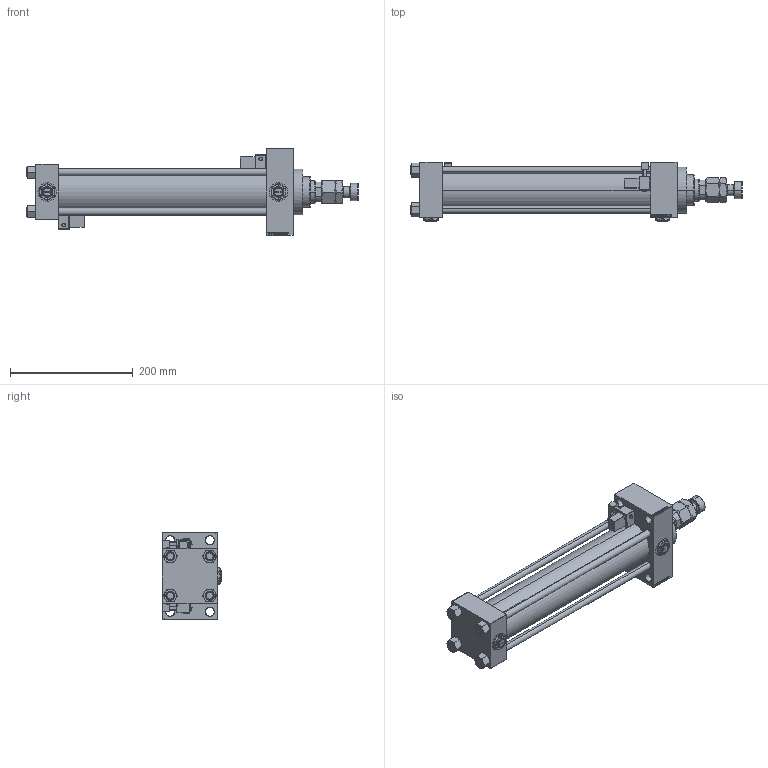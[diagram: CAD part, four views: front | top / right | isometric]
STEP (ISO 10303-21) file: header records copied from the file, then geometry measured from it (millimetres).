
FILE_DESCRIPTION (( 'STEP AP203' ), '1' );
FILE_NAME ('f74c.STEP', '2025-02-19T16:44:00', ( '' ), ( '' ), 'SwSTEP 2.0', 'SolidWorks 2019', '' );
FILE_SCHEMA (( 'CONFIG_CONTROL_DESIGN' ));
Length unit declared in the file: millimetre
Products named in the file (9): V215CR_D_Body fa3cda46800f7c36ad3a5076bd153871; f74c; V215CR_VCP_D fa3cda46800f7c36ad3a5076bd153871; Zatka_pro_OIL_PORT fa3cda46800f7c36ad3a5076bd153871; V215CR_MSU fa3cda46800f7c36ad3a5076bd153871; V215CR_D_TYCINKA fa3cda46800f7c36ad3a5076bd153871; NUT_M5_D fa3cda46800f7c36ad3a5076bd153871; MFA fa3cda46800f7c36ad3a5076bd153871; V215_VC_A fa3cda46800f7c36ad3a5076bd153871
Assembly tree (16 placements, depth 2):
  f74c
    V215CR_D_Body fa3cda46800f7c36ad3a5076bd153871
    V215CR_VCP_D fa3cda46800f7c36ad3a5076bd153871
    NUT_M5_D fa3cda46800f7c36ad3a5076bd153871  x4
    V215CR_D_TYCINKA fa3cda46800f7c36ad3a5076bd153871  x4
    V215_VC_A fa3cda46800f7c36ad3a5076bd153871
    MFA fa3cda46800f7c36ad3a5076bd153871
    V215CR_MSU fa3cda46800f7c36ad3a5076bd153871  x2
    Zatka_pro_OIL_PORT fa3cda46800f7c36ad3a5076bd153871  x2
Bounding box: 542 x 97.53 x 142 mm (x, y, z)
Volume: 1790485.8 mm3; surface area: 419775.7 mm2
Topology: 16 solids, 16 shells, 1411 faces, 3448 edges, 2171 vertices
Faces by surface type: plane 619, bspline 368, cone 212, cylinder 164, torus 24, sphere 24
Entity records: 53196 total; most frequent: CARTESIAN_POINT 26648, ORIENTED_EDGE 5814, DIRECTION 4047, EDGE_CURVE 2907, VERTEX_POINT 1873, LINE 1671, VECTOR 1671, EDGE_LOOP 1316
